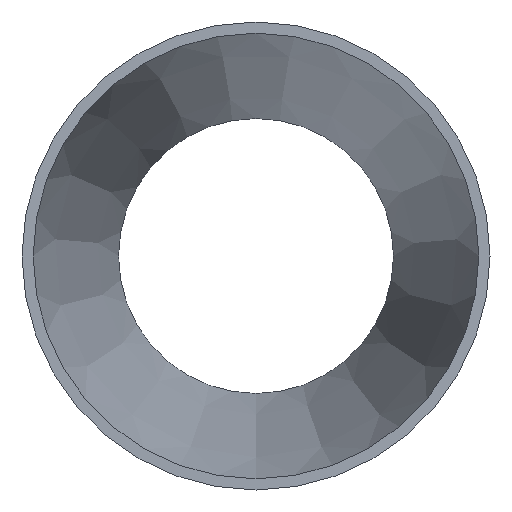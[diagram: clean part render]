
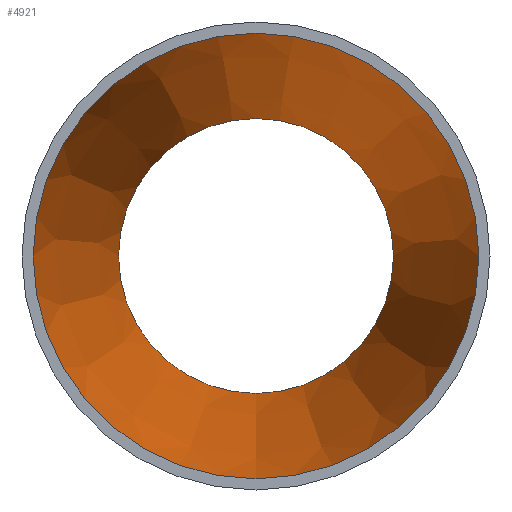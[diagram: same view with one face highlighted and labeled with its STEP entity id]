
A CAD part, front view. The second image highlights one B-rep face of the part: STEP entity #4921.
In plain terms, the highlighted conical face has half-angle 9.772 degrees and reference radius 40.471 mm.
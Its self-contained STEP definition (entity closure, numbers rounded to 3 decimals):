
#379 = EDGE_CURVE ( 'NONE', #16727, #16727, #7190, .T. ) ;
#1185 = DIRECTION ( 'NONE',  ( 0., -1., 0. ) ) ;
#1645 = ORIENTED_EDGE ( 'NONE', *, *, #18746, .F. ) ;
#3312 = DIRECTION ( 'NONE',  ( 0., 0., -1. ) ) ;
#4921 = ADVANCED_FACE ( 'NONE', ( #24528, #11647 ), #11232, .F. ) ;
#5145 = EDGE_LOOP ( 'NONE', ( #9175 ) ) ;
#5283 = EDGE_LOOP ( 'NONE', ( #1645 ) ) ;
#7190 = CIRCLE ( 'NONE', #16711, 40.471 ) ;
#9175 = ORIENTED_EDGE ( 'NONE', *, *, #379, .T. ) ;
#11232 = CONICAL_SURFACE ( 'NONE', #14853, 40.471, 0.171 ) ;
#11505 = DIRECTION ( 'NONE',  ( 0., 0., -1. ) ) ;
#11647 = FACE_OUTER_BOUND ( 'NONE', #5145, .T. ) ;
#13448 = AXIS2_PLACEMENT_3D ( 'NONE', #25426, #1185, #3312 ) ;
#13923 = DIRECTION ( 'NONE',  ( 0., -1., 0. ) ) ;
#14853 = AXIS2_PLACEMENT_3D ( 'NONE', #15751, #13923, #11505 ) ;
#15751 = CARTESIAN_POINT ( 'NONE',  ( 0., 0., 0. ) ) ;
#16711 = AXIS2_PLACEMENT_3D ( 'NONE', #25912, #26197, #17559 ) ;
#16727 = VERTEX_POINT ( 'NONE', #27342 ) ;
#17559 = DIRECTION ( 'NONE',  ( 0., 0., -1. ) ) ;
#18746 = EDGE_CURVE ( 'NONE', #20976, #20976, #25633, .T. ) ;
#20976 = VERTEX_POINT ( 'NONE', #25067 ) ;
#24528 = FACE_BOUND ( 'NONE', #5283, .T. ) ;
#25067 = CARTESIAN_POINT ( 'NONE',  ( 0., 90., -24.971 ) ) ;
#25426 = CARTESIAN_POINT ( 'NONE',  ( 0., 90., 0. ) ) ;
#25633 = CIRCLE ( 'NONE', #13448, 24.971 ) ;
#25912 = CARTESIAN_POINT ( 'NONE',  ( 0., 0., 0. ) ) ;
#26197 = DIRECTION ( 'NONE',  ( 0., -1., 0. ) ) ;
#27342 = CARTESIAN_POINT ( 'NONE',  ( 0., 0., -40.471 ) ) ;
